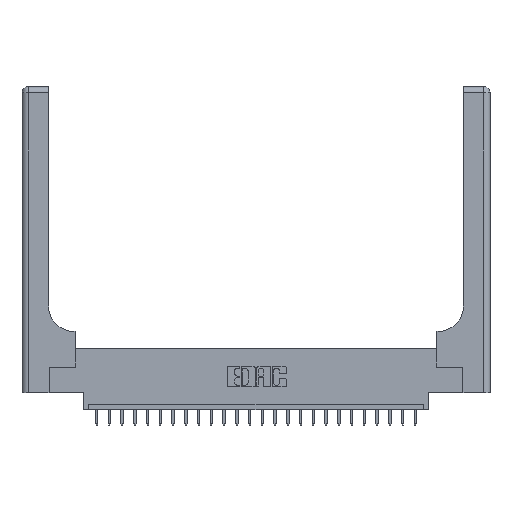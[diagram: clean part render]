
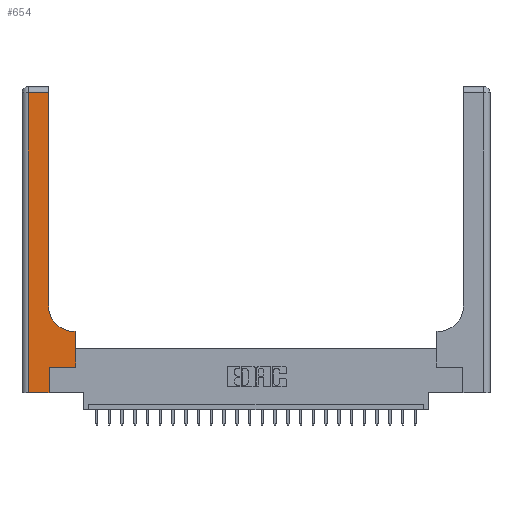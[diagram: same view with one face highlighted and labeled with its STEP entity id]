
A CAD part, top view. The second image highlights one B-rep face of the part: STEP entity #654.
In plain terms, the highlighted planar face has unit normal (0, 0, 1).
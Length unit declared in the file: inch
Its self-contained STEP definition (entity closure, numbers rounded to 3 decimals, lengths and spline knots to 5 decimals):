
#334 = LINE ( 'NONE', #12423, #9780 ) ;
#529 = ORIENTED_EDGE ( 'NONE', *, *, #1047, .T. ) ;
#654 = ADVANCED_FACE ( 'NONE', ( #9348 ), #18561, .F. ) ;
#1047 = EDGE_CURVE ( 'NONE', #20582, #3922, #22744, .T. ) ;
#1342 = DIRECTION ( 'NONE',  ( -1., 0., 0. ) ) ;
#1509 = CARTESIAN_POINT ( 'NONE',  ( 0.26, 0.85, 0.37 ) ) ;
#1821 = CARTESIAN_POINT ( 'NONE',  ( 0.265, 0.25, 0.37 ) ) ;
#2254 = CARTESIAN_POINT ( 'NONE',  ( 0.265, 0., 0.37 ) ) ;
#3209 = VECTOR ( 'NONE', #22249, 39.37008 ) ;
#3388 = VECTOR ( 'NONE', #17820, 39.37008 ) ;
#3590 = LINE ( 'NONE', #7838, #10980 ) ;
#3720 = CARTESIAN_POINT ( 'NONE',  ( 0.26, 2.94, 0.37 ) ) ;
#3922 = VERTEX_POINT ( 'NONE', #14454 ) ;
#3976 = VERTEX_POINT ( 'NONE', #3720 ) ;
#4009 = AXIS2_PLACEMENT_3D ( 'NONE', #5987, #13348, #15258 ) ;
#4226 = ORIENTED_EDGE ( 'NONE', *, *, #6349, .T. ) ;
#4472 = DIRECTION ( 'NONE',  ( -1., 0., 0. ) ) ;
#4684 = CARTESIAN_POINT ( 'NONE',  ( 0.06, 0., 0.37 ) ) ;
#4985 = ORIENTED_EDGE ( 'NONE', *, *, #9460, .T. ) ;
#5224 = EDGE_CURVE ( 'NONE', #3922, #10824, #17719, .T. ) ;
#5589 = EDGE_LOOP ( 'NONE', ( #14402, #6983, #4985, #529, #5653, #7202, #16663, #4226, #20309 ) ) ;
#5595 = LINE ( 'NONE', #13967, #6732 ) ;
#5653 = ORIENTED_EDGE ( 'NONE', *, *, #5224, .T. ) ;
#5987 = CARTESIAN_POINT ( 'NONE',  ( 0.51, 0.85, 0.37 ) ) ;
#6345 = LINE ( 'NONE', #8390, #14834 ) ;
#6349 = EDGE_CURVE ( 'NONE', #17257, #18776, #17919, .T. ) ;
#6732 = VECTOR ( 'NONE', #20659, 39.37008 ) ;
#6983 = ORIENTED_EDGE ( 'NONE', *, *, #17892, .T. ) ;
#7202 = ORIENTED_EDGE ( 'NONE', *, *, #14914, .T. ) ;
#7674 = CARTESIAN_POINT ( 'NONE',  ( 0., 3., 0.37 ) ) ;
#7838 = CARTESIAN_POINT ( 'NONE',  ( 0.528, 0.25, 0.37 ) ) ;
#8390 = CARTESIAN_POINT ( 'NONE',  ( 0., 2.94, 0.37 ) ) ;
#8858 = CARTESIAN_POINT ( 'NONE',  ( 0.06, 2.94, 0.37 ) ) ;
#9348 = FACE_OUTER_BOUND ( 'NONE', #5589, .T. ) ;
#9460 = EDGE_CURVE ( 'NONE', #15071, #20582, #5595, .T. ) ;
#9780 = VECTOR ( 'NONE', #14096, 39.37008 ) ;
#10658 = VERTEX_POINT ( 'NONE', #1509 ) ;
#10824 = VERTEX_POINT ( 'NONE', #1821 ) ;
#10843 = CARTESIAN_POINT ( 'NONE',  ( 0.26, 0.6, 0.37 ) ) ;
#10980 = VECTOR ( 'NONE', #11465, 39.37008 ) ;
#10990 = DIRECTION ( 'NONE',  ( -1., 0., 0. ) ) ;
#11419 = CARTESIAN_POINT ( 'NONE',  ( 0.528, 0.6, 0.37 ) ) ;
#11465 = DIRECTION ( 'NONE',  ( 0., 1., 0. ) ) ;
#12025 = EDGE_CURVE ( 'NONE', #10658, #3976, #334, .T. ) ;
#12423 = CARTESIAN_POINT ( 'NONE',  ( 0.26, 3., 0.37 ) ) ;
#12787 = CARTESIAN_POINT ( 'NONE',  ( 0., 0., 0.37 ) ) ;
#13348 = DIRECTION ( 'NONE',  ( 0., 0., -1. ) ) ;
#13620 = VERTEX_POINT ( 'NONE', #19017 ) ;
#13967 = CARTESIAN_POINT ( 'NONE',  ( 0.06, 3., 0.37 ) ) ;
#14096 = DIRECTION ( 'NONE',  ( 0., 1., 0. ) ) ;
#14153 = VECTOR ( 'NONE', #14703, 39.37008 ) ;
#14402 = ORIENTED_EDGE ( 'NONE', *, *, #12025, .T. ) ;
#14454 = CARTESIAN_POINT ( 'NONE',  ( 0.265, 0., 0.37 ) ) ;
#14617 = EDGE_CURVE ( 'NONE', #18776, #10658, #15648, .T. ) ;
#14703 = DIRECTION ( 'NONE',  ( 1., 0., 0. ) ) ;
#14834 = VECTOR ( 'NONE', #1342, 39.37008 ) ;
#14914 = EDGE_CURVE ( 'NONE', #10824, #13620, #17904, .T. ) ;
#15071 = VERTEX_POINT ( 'NONE', #8858 ) ;
#15258 = DIRECTION ( 'NONE',  ( 1., 0., 0. ) ) ;
#15648 = CIRCLE ( 'NONE', #4009, 0.25 ) ;
#16509 = VECTOR ( 'NONE', #10990, 39.37008 ) ;
#16626 = EDGE_CURVE ( 'NONE', #13620, #17257, #3590, .T. ) ;
#16663 = ORIENTED_EDGE ( 'NONE', *, *, #16626, .T. ) ;
#17257 = VERTEX_POINT ( 'NONE', #11419 ) ;
#17414 = CARTESIAN_POINT ( 'NONE',  ( 0.51, 0.6, 0.37 ) ) ;
#17719 = LINE ( 'NONE', #2254, #3209 ) ;
#17820 = DIRECTION ( 'NONE',  ( 1., 0., 0. ) ) ;
#17876 = AXIS2_PLACEMENT_3D ( 'NONE', #7674, #22213, #4472 ) ;
#17892 = EDGE_CURVE ( 'NONE', #3976, #15071, #6345, .T. ) ;
#17904 = LINE ( 'NONE', #23487, #3388 ) ;
#17919 = LINE ( 'NONE', #10843, #16509 ) ;
#18561 = PLANE ( 'NONE',  #17876 ) ;
#18776 = VERTEX_POINT ( 'NONE', #17414 ) ;
#19017 = CARTESIAN_POINT ( 'NONE',  ( 0.528, 0.25, 0.37 ) ) ;
#20309 = ORIENTED_EDGE ( 'NONE', *, *, #14617, .T. ) ;
#20582 = VERTEX_POINT ( 'NONE', #4684 ) ;
#20659 = DIRECTION ( 'NONE',  ( 0., -1., 0. ) ) ;
#22213 = DIRECTION ( 'NONE',  ( 0., 0., -1. ) ) ;
#22249 = DIRECTION ( 'NONE',  ( 0., 1., 0. ) ) ;
#22744 = LINE ( 'NONE', #12787, #14153 ) ;
#23487 = CARTESIAN_POINT ( 'NONE',  ( 0.265, 0.25, 0.37 ) ) ;
